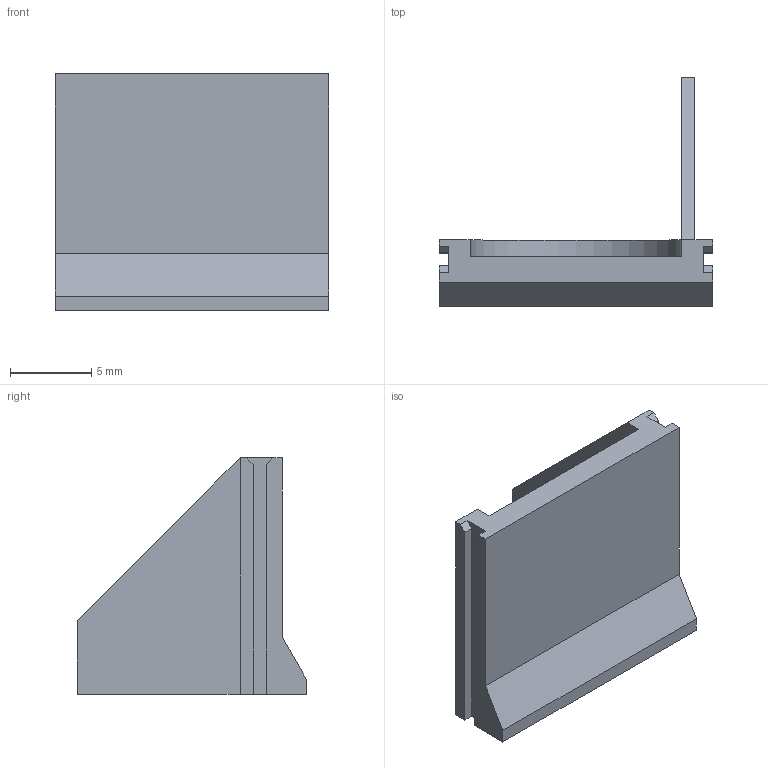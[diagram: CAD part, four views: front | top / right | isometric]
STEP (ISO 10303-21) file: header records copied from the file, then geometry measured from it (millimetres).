
FILE_DESCRIPTION(/* description */ (''),/* implementation_level */ '2;1');
FILE_NAME(/* name */ 'Caliper Battery Door.step',/* time_stamp */ '2025-10-13T11:21:43-05:00',/* author */ (''),/* organization */ (''),/* preprocessor_version */ 'ST-DEVELOPER v20.1',/* originating_system */ 'Autodesk Translation Framework v14.17.0.0',/* authorisation */ '');
FILE_SCHEMA (('AUTOMOTIVE_DESIGN { 1 0 10303 214 3 1 1 }'));
Length unit declared in the file: millimetre
Products named in the file (1): (Unsaved)
Bounding box: 16.8 x 14.1 x 14.5 mm (x, y, z)
Volume: 598.9 mm3; surface area: 942.5 mm2
Topology: 1 solids, 1 shells, 28 faces, 77 edges, 51 vertices
Faces by surface type: plane 27, cylinder 1
Entity records: 908 total; most frequent: CARTESIAN_POINT 157, ORIENTED_EDGE 154, DIRECTION 137, EDGE_CURVE 77, LINE 75, VECTOR 75, VERTEX_POINT 51, AXIS2_PLACEMENT_3D 31
